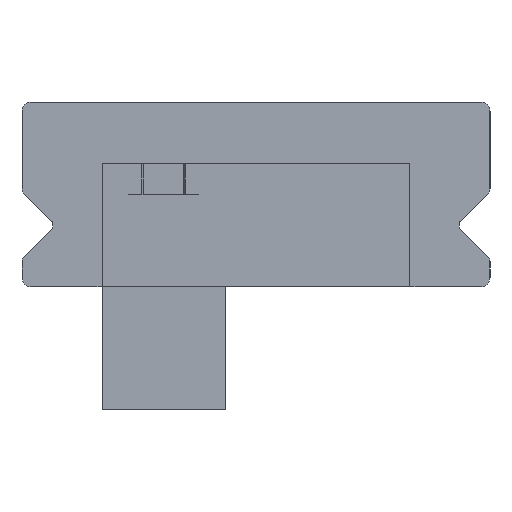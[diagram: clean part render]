
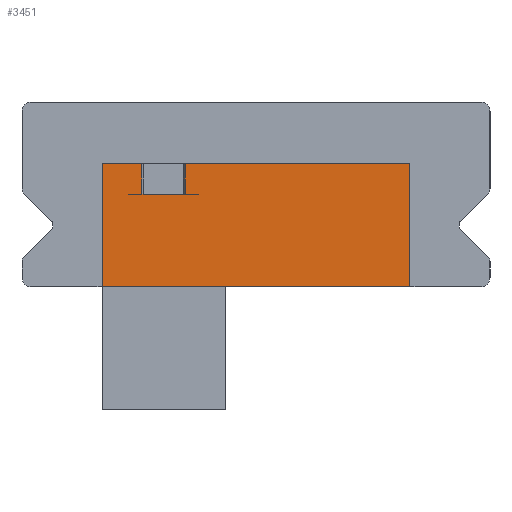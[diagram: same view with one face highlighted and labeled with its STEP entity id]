
A CAD part, left-side view. The second image highlights one B-rep face of the part: STEP entity #3451.
In plain terms, the highlighted planar face has unit normal (-1, 0, 0).
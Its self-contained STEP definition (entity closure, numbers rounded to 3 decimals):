
#231=FACE_OUTER_BOUND('',#428,.T.);
#428=EDGE_LOOP('',(#2913,#2914,#2915,#2916,#2917,#2918,#2919,#2920));
#806=LINE('',#5263,#1260);
#817=LINE('',#5286,#1271);
#819=LINE('',#5289,#1273);
#838=LINE('',#5337,#1292);
#839=LINE('',#5339,#1293);
#840=LINE('',#5341,#1294);
#841=LINE('',#5343,#1295);
#842=LINE('',#5344,#1296);
#1260=VECTOR('',#4308,10.);
#1271=VECTOR('',#4327,10.);
#1273=VECTOR('',#4331,10.);
#1292=VECTOR('',#4374,10.);
#1293=VECTOR('',#4375,10.);
#1294=VECTOR('',#4376,10.);
#1295=VECTOR('',#4377,10.);
#1296=VECTOR('',#4378,10.);
#1614=VERTEX_POINT('',#5257);
#1616=VERTEX_POINT('',#5261);
#1623=VERTEX_POINT('',#5283);
#1624=VERTEX_POINT('',#5285);
#1641=VERTEX_POINT('',#5336);
#1642=VERTEX_POINT('',#5338);
#1643=VERTEX_POINT('',#5340);
#1644=VERTEX_POINT('',#5342);
#2046=EDGE_CURVE('',#1614,#1616,#806,.T.);
#2057=EDGE_CURVE('',#1624,#1623,#817,.T.);
#2059=EDGE_CURVE('',#1616,#1624,#819,.T.);
#2082=EDGE_CURVE('',#1641,#1623,#838,.T.);
#2083=EDGE_CURVE('',#1642,#1641,#839,.T.);
#2084=EDGE_CURVE('',#1643,#1642,#840,.T.);
#2085=EDGE_CURVE('',#1643,#1644,#841,.T.);
#2086=EDGE_CURVE('',#1614,#1644,#842,.T.);
#2913=ORIENTED_EDGE('',*,*,#2046,.T.);
#2914=ORIENTED_EDGE('',*,*,#2059,.T.);
#2915=ORIENTED_EDGE('',*,*,#2057,.T.);
#2916=ORIENTED_EDGE('',*,*,#2082,.F.);
#2917=ORIENTED_EDGE('',*,*,#2083,.F.);
#2918=ORIENTED_EDGE('',*,*,#2084,.F.);
#2919=ORIENTED_EDGE('',*,*,#2085,.T.);
#2920=ORIENTED_EDGE('',*,*,#2086,.F.);
#3280=PLANE('',#3662);
#3451=ADVANCED_FACE('',(#231),#3280,.T.);
#3662=AXIS2_PLACEMENT_3D('',#5335,#4372,#4373);
#4308=DIRECTION('',(0.,0.,-1.));
#4327=DIRECTION('',(0.,0.,1.));
#4331=DIRECTION('',(0.,1.,0.));
#4372=DIRECTION('center_axis',(-1.,0.,0.));
#4373=DIRECTION('ref_axis',(0.,-1.,0.));
#4374=DIRECTION('',(0.,-1.,0.));
#4375=DIRECTION('',(0.,0.,1.));
#4376=DIRECTION('',(0.,1.,0.));
#4377=DIRECTION('',(0.,0.,1.));
#4378=DIRECTION('',(0.,-1.,0.));
#5257=CARTESIAN_POINT('',(-215.542,16.809,10.));
#5261=CARTESIAN_POINT('',(-215.542,16.809,7.5));
#5263=CARTESIAN_POINT('',(-215.542,16.809,5.));
#5283=CARTESIAN_POINT('',(-215.542,20.322,10.));
#5285=CARTESIAN_POINT('',(-215.542,20.322,7.5));
#5286=CARTESIAN_POINT('',(-215.542,20.322,5.));
#5289=CARTESIAN_POINT('',(-215.542,21.066,7.5));
#5335=CARTESIAN_POINT('Origin',(-215.542,23.566,0.));
#5336=CARTESIAN_POINT('',(-215.542,23.566,10.));
#5337=CARTESIAN_POINT('',(-215.542,-1.434,10.));
#5338=CARTESIAN_POINT('',(-215.542,23.566,0.));
#5339=CARTESIAN_POINT('',(-215.542,23.566,0.));
#5340=CARTESIAN_POINT('',(-215.542,-1.434,0.));
#5341=CARTESIAN_POINT('',(-215.542,-1.434,0.));
#5342=CARTESIAN_POINT('',(-215.542,-1.434,10.));
#5343=CARTESIAN_POINT('',(-215.542,-1.434,0.));
#5344=CARTESIAN_POINT('',(-215.542,-1.434,10.));
